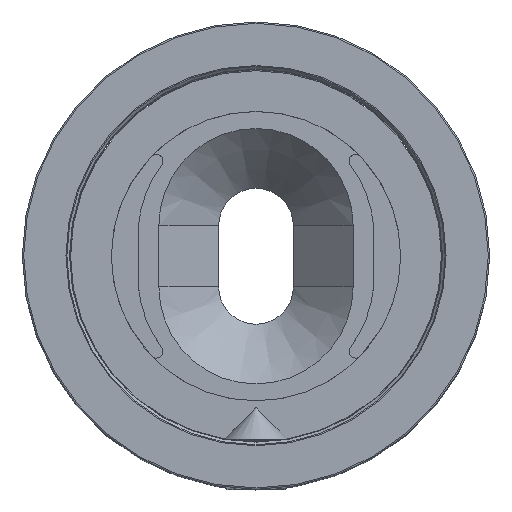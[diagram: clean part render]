
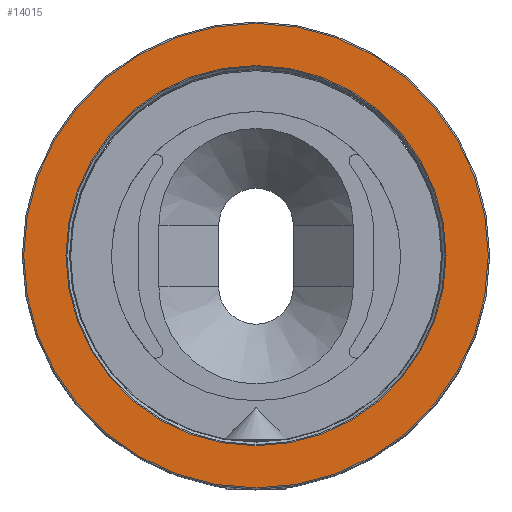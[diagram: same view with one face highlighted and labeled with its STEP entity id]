
A CAD part, top view. The second image highlights one B-rep face of the part: STEP entity #14015.
In plain terms, the highlighted planar face has unit normal (0, 0, 1).
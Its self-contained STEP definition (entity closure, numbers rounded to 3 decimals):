
#1638 = EDGE_CURVE ( 'NONE', #5800, #5800, #8380, .T. ) ;
#1838 = CIRCLE ( 'NONE', #2035, 13.991 ) ;
#2035 = AXIS2_PLACEMENT_3D ( 'NONE', #14364, #11974, #3528 ) ;
#3528 = DIRECTION ( 'NONE',  ( 1., 0., 0. ) ) ;
#3574 = FACE_OUTER_BOUND ( 'NONE', #6476, .T. ) ;
#3828 = DIRECTION ( 'NONE',  ( 1., 0., 0. ) ) ;
#4894 = PLANE ( 'NONE',  #8076 ) ;
#5053 = CARTESIAN_POINT ( 'NONE',  ( 0., 0., 30. ) ) ;
#5233 = VERTEX_POINT ( 'NONE', #11592 ) ;
#5800 = VERTEX_POINT ( 'NONE', #15314 ) ;
#5954 = ORIENTED_EDGE ( 'NONE', *, *, #12076, .T. ) ;
#6476 = EDGE_LOOP ( 'NONE', ( #6508 ) ) ;
#6508 = ORIENTED_EDGE ( 'NONE', *, *, #1638, .T. ) ;
#6689 = EDGE_LOOP ( 'NONE', ( #5954 ) ) ;
#7320 = DIRECTION ( 'NONE',  ( 0., 0., 1. ) ) ;
#7480 = DIRECTION ( 'NONE',  ( 0., 0., 1. ) ) ;
#8076 = AXIS2_PLACEMENT_3D ( 'NONE', #5053, #7320, #3828 ) ;
#8380 = CIRCLE ( 'NONE', #9385, 17.1 ) ;
#9385 = AXIS2_PLACEMENT_3D ( 'NONE', #13555, #7480, #12383 ) ;
#10999 = FACE_BOUND ( 'NONE', #6689, .T. ) ;
#11592 = CARTESIAN_POINT ( 'NONE',  ( 13.991, 0., 30. ) ) ;
#11974 = DIRECTION ( 'NONE',  ( 0., 0., -1. ) ) ;
#12076 = EDGE_CURVE ( 'NONE', #5233, #5233, #1838, .T. ) ;
#12383 = DIRECTION ( 'NONE',  ( 1., 0., 0. ) ) ;
#13555 = CARTESIAN_POINT ( 'NONE',  ( 0., 0., 30. ) ) ;
#14015 = ADVANCED_FACE ( 'NONE', ( #10999, #3574 ), #4894, .T. ) ;
#14364 = CARTESIAN_POINT ( 'NONE',  ( 0., 0., 30. ) ) ;
#15314 = CARTESIAN_POINT ( 'NONE',  ( 17.1, 0., 30. ) ) ;
